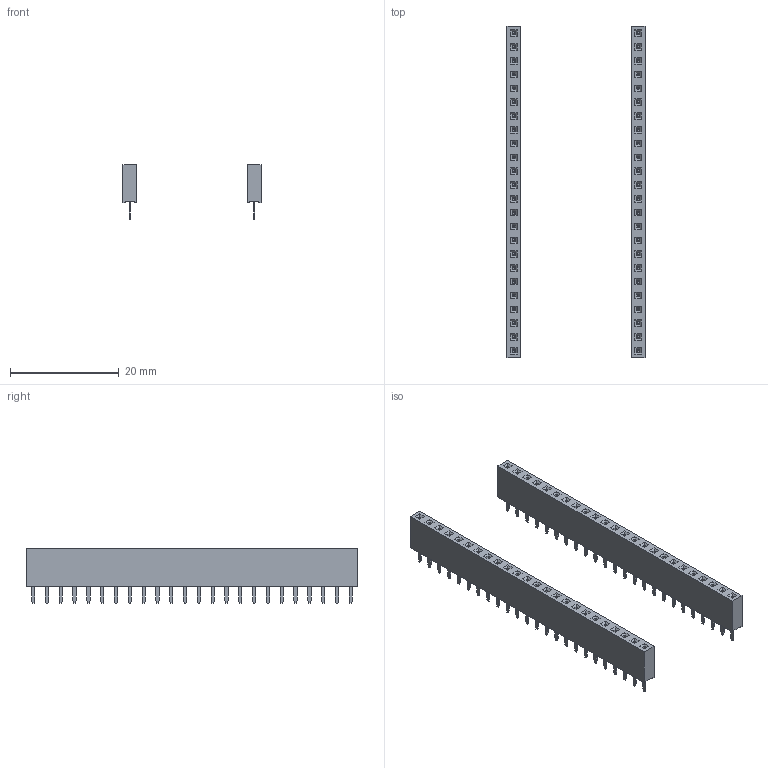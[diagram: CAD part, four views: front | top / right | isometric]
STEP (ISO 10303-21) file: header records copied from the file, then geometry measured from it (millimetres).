
FILE_DESCRIPTION(('FreeCAD Model'),'2;1');
FILE_NAME('Open CASCADE Shape Model','2023-11-15T09:41:35',(''),(''), 'Open CASCADE STEP processor 7.6','FreeCAD','Unknown');
FILE_SCHEMA(('AUTOMOTIVE_DESIGN { 1 0 10303 214 1 1 1 1 }'));
Length unit declared in the file: millimetre
Products named in the file (3): Array002; Array; Array001
Assembly tree (2 placements, depth 2):
  Array002
    Array
    Array001
Bounding box: 25.4 x 60.96 x 10.1 mm (x, y, z)
Volume: 2038.7 mm3; surface area: 3434.1 mm2
Topology: 2 solids, 2 shells, 1508 faces, 3888 edges, 2528 vertices
Faces by surface type: plane 1508
Entity records: 55260 total; most frequent: CARTESIAN_POINT 7927, ORIENTED_EDGE 7776, DIRECTION 6910, EDGE_CURVE 3888, LINE 3888, VECTOR 3888, VERTEX_POINT 2528, FACE_BOUND 1652
